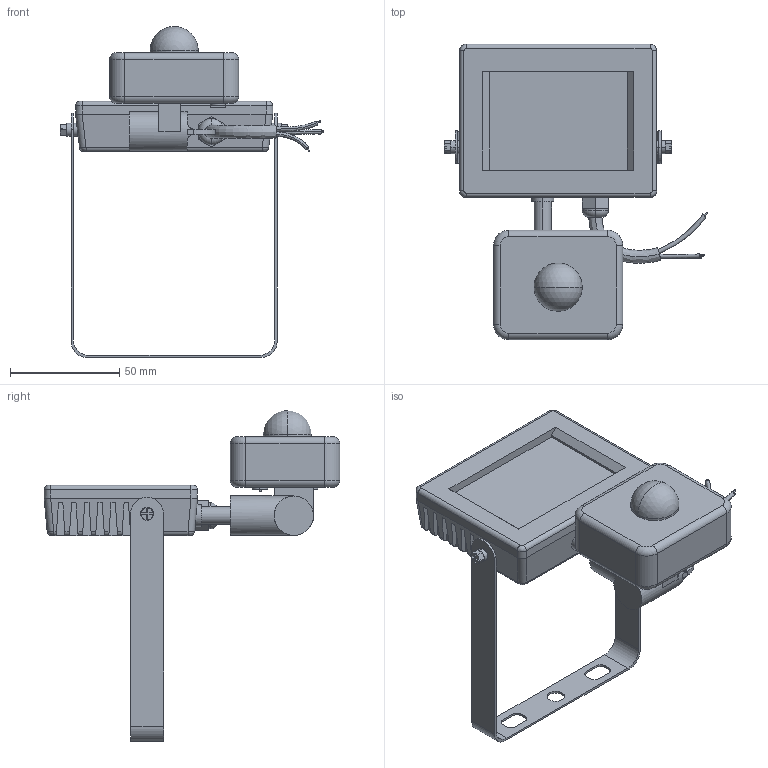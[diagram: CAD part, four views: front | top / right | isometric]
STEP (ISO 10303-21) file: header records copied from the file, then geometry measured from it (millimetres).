
FILE_DESCRIPTION (( 'STEP AP214' ), '1' );
FILE_NAME ('LPDO702-10-K03 Ïðîæåêòîð ÑÄÎ07-10Ä(äåòåêòîð)ñâåòîäèîäíûé ñåðûé ÷èï IP44 ÈÝÊ.STEP', '2017-09-15T13:57:05', ( '' ), ( '' ), 'SwSTEP 2.0', 'SolidWorks 2014', '' );
FILE_SCHEMA (( 'AUTOMOTIVE_DESIGN' ));
Length unit declared in the file: millimetre
Products named in the file (1): LPDO702-10-K03 Ïðîæåêòîð ÑÄÎ07-10Ä(äåòåêòîð)ñâåòîäèîäíûé ñåðûé ÷èï IP44 ÈÝÊ
Bounding box: 120.34 x 135 x 151.1 mm (x, y, z)
Volume: 205308.5 mm3; surface area: 53047.3 mm2
Topology: 2 solids, 2 shells, 434 faces, 1060 edges, 665 vertices
Faces by surface type: plane 286, cylinder 106, torus 20, bspline 16, sphere 6
Entity records: 13396 total; most frequent: CARTESIAN_POINT 3231, ORIENTED_EDGE 2112, DIRECTION 2068, EDGE_CURVE 1056, VECTOR 740, LINE 740, AXIS2_PLACEMENT_3D 664, VERTEX_POINT 663
